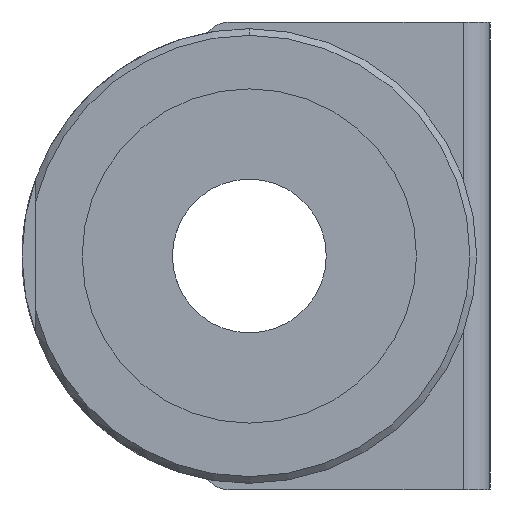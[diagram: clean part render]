
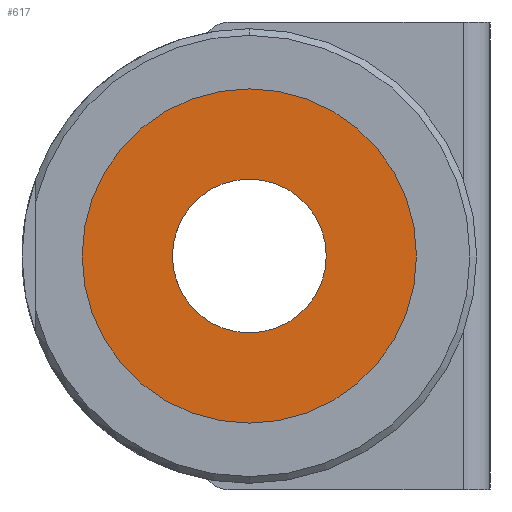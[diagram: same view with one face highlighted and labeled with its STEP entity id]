
A CAD part, left-side view. The second image highlights one B-rep face of the part: STEP entity #617.
In plain terms, the highlighted planar face has unit normal (-1, 0, 0).
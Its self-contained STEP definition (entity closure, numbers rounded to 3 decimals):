
#72 = EDGE_CURVE ( 'NONE', #1623, #1846, #1913, .T. ) ;
#308 = CIRCLE ( 'NONE', #1910, 12.5 ) ;
#452 = EDGE_CURVE ( 'NONE', #1846, #1623, #861, .T. ) ;
#531 = AXIS2_PLACEMENT_3D ( 'NONE', #2211, #2165, #2234 ) ;
#580 = FACE_BOUND ( 'NONE', #3369, .T. ) ;
#600 = FACE_OUTER_BOUND ( 'NONE', #3360, .T. ) ;
#617 = ADVANCED_FACE ( 'NONE', ( #600, #580 ), #2406, .T. ) ;
#861 = CIRCLE ( 'NONE', #531, 5.75 ) ;
#982 = VERTEX_POINT ( 'NONE', #1851 ) ;
#999 = EDGE_CURVE ( 'NONE', #3067, #982, #308, .T. ) ;
#1010 = DIRECTION ( 'NONE',  ( 0., 0., 1. ) ) ;
#1016 = DIRECTION ( 'NONE',  ( 1., 0., 0. ) ) ;
#1021 = CARTESIAN_POINT ( 'NONE',  ( -118., 0., 0. ) ) ;
#1036 = AXIS2_PLACEMENT_3D ( 'NONE', #2880, #2891, #2890 ) ;
#1397 = AXIS2_PLACEMENT_3D ( 'NONE', #1021, #1016, #1010 ) ;
#1464 = EDGE_CURVE ( 'NONE', #982, #3067, #3279, .T. ) ;
#1504 = AXIS2_PLACEMENT_3D ( 'NONE', #2428, #2430, #2398 ) ;
#1623 = VERTEX_POINT ( 'NONE', #2663 ) ;
#1737 = DIRECTION ( 'NONE',  ( 0., 0., 1. ) ) ;
#1739 = DIRECTION ( 'NONE',  ( -1., 0., 0. ) ) ;
#1740 = CARTESIAN_POINT ( 'NONE',  ( -118., 0., 0. ) ) ;
#1846 = VERTEX_POINT ( 'NONE', #2021 ) ;
#1851 = CARTESIAN_POINT ( 'NONE',  ( -118., 0., 12.5 ) ) ;
#1910 = AXIS2_PLACEMENT_3D ( 'NONE', #1740, #1739, #1737 ) ;
#1913 = CIRCLE ( 'NONE', #1397, 5.75 ) ;
#2021 = CARTESIAN_POINT ( 'NONE',  ( -118., 0., -5.75 ) ) ;
#2078 = ORIENTED_EDGE ( 'NONE', *, *, #452, .T. ) ;
#2117 = ORIENTED_EDGE ( 'NONE', *, *, #999, .T. ) ;
#2150 = ORIENTED_EDGE ( 'NONE', *, *, #1464, .T. ) ;
#2165 = DIRECTION ( 'NONE',  ( 1., 0., 0. ) ) ;
#2211 = CARTESIAN_POINT ( 'NONE',  ( -118., 0., 0. ) ) ;
#2234 = DIRECTION ( 'NONE',  ( 0., 0., 1. ) ) ;
#2398 = DIRECTION ( 'NONE',  ( 0., 0., 1. ) ) ;
#2406 = PLANE ( 'NONE',  #1504 ) ;
#2428 = CARTESIAN_POINT ( 'NONE',  ( -118., 0., 0. ) ) ;
#2430 = DIRECTION ( 'NONE',  ( -1., 0., 0. ) ) ;
#2530 = CARTESIAN_POINT ( 'NONE',  ( -118., 0., -12.5 ) ) ;
#2663 = CARTESIAN_POINT ( 'NONE',  ( -118., 0., 5.75 ) ) ;
#2712 = ORIENTED_EDGE ( 'NONE', *, *, #72, .T. ) ;
#2880 = CARTESIAN_POINT ( 'NONE',  ( -118., 0., 0. ) ) ;
#2890 = DIRECTION ( 'NONE',  ( 0., 0., 1. ) ) ;
#2891 = DIRECTION ( 'NONE',  ( -1., 0., 0. ) ) ;
#3067 = VERTEX_POINT ( 'NONE', #2530 ) ;
#3279 = CIRCLE ( 'NONE', #1036, 12.5 ) ;
#3360 = EDGE_LOOP ( 'NONE', ( #2150, #2117 ) ) ;
#3369 = EDGE_LOOP ( 'NONE', ( #2078, #2712 ) ) ;
